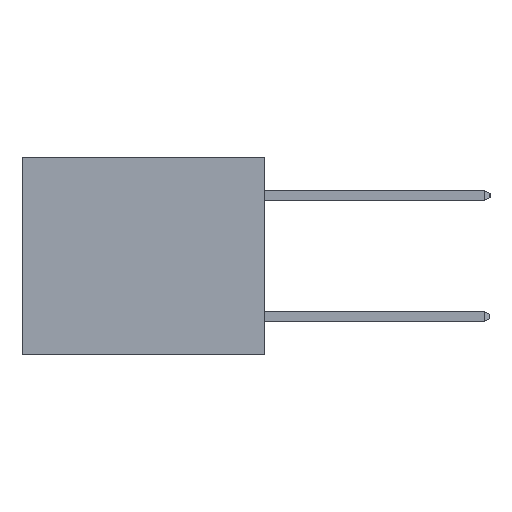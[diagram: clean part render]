
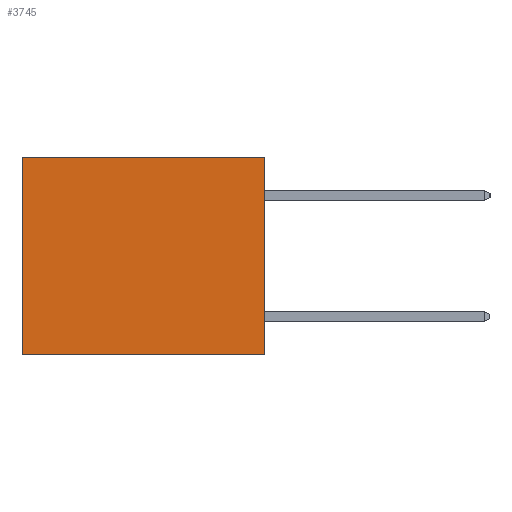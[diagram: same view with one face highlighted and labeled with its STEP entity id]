
A CAD part, left-side view. The second image highlights one B-rep face of the part: STEP entity #3745.
In plain terms, the highlighted planar face has unit normal (-1, 0, 0).
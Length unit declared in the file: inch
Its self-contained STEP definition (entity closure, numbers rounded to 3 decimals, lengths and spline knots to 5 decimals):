
#135 = VECTOR ( 'NONE', #17816, 39.37008 ) ;
#370 = VERTEX_POINT ( 'NONE', #16591 ) ;
#375 = VERTEX_POINT ( 'NONE', #2268 ) ;
#1026 = CARTESIAN_POINT ( 'NONE',  ( 0.3165, 0., -0.49 ) ) ;
#2101 = ORIENTED_EDGE ( 'NONE', *, *, #10638, .T. ) ;
#2268 = CARTESIAN_POINT ( 'NONE',  ( 0.3165, 0.6, -0.49 ) ) ;
#2579 = EDGE_CURVE ( 'NONE', #15565, #375, #5636, .T. ) ;
#3064 = VERTEX_POINT ( 'NONE', #6139 ) ;
#3259 = LINE ( 'NONE', #6608, #135 ) ;
#3745 = ADVANCED_FACE ( 'NONE', ( #6020 ), #15794, .F. ) ;
#4022 = DIRECTION ( 'NONE',  ( 0., 1., 0. ) ) ;
#4114 = VECTOR ( 'NONE', #7702, 39.37008 ) ;
#4707 = CARTESIAN_POINT ( 'NONE',  ( 0.3165, 0.6, -0.49 ) ) ;
#5493 = ORIENTED_EDGE ( 'NONE', *, *, #2579, .F. ) ;
#5636 = LINE ( 'NONE', #1026, #12783 ) ;
#5763 = CARTESIAN_POINT ( 'NONE',  ( 0.3165, 0., -0.49 ) ) ;
#6020 = FACE_OUTER_BOUND ( 'NONE', #9075, .T. ) ;
#6139 = CARTESIAN_POINT ( 'NONE',  ( 0.3165, 0., 0. ) ) ;
#6608 = CARTESIAN_POINT ( 'NONE',  ( 0.3165, 0., -0.49 ) ) ;
#7267 = CARTESIAN_POINT ( 'NONE',  ( 0.3165, 0., -0.49 ) ) ;
#7316 = VECTOR ( 'NONE', #11891, 39.37008 ) ;
#7702 = DIRECTION ( 'NONE',  ( 0., 1., 0. ) ) ;
#9075 = EDGE_LOOP ( 'NONE', ( #2101, #5493, #17155, #14680 ) ) ;
#9349 = CARTESIAN_POINT ( 'NONE',  ( 0.3165, 0., 0. ) ) ;
#10267 = EDGE_CURVE ( 'NONE', #3064, #15565, #3259, .T. ) ;
#10638 = EDGE_CURVE ( 'NONE', #370, #375, #15995, .T. ) ;
#11891 = DIRECTION ( 'NONE',  ( 0., 0., -1. ) ) ;
#11988 = EDGE_CURVE ( 'NONE', #3064, #370, #15326, .T. ) ;
#12783 = VECTOR ( 'NONE', #4022, 39.37008 ) ;
#12943 = AXIS2_PLACEMENT_3D ( 'NONE', #7267, #17066, #17250 ) ;
#14680 = ORIENTED_EDGE ( 'NONE', *, *, #11988, .T. ) ;
#15326 = LINE ( 'NONE', #9349, #4114 ) ;
#15565 = VERTEX_POINT ( 'NONE', #5763 ) ;
#15794 = PLANE ( 'NONE',  #12943 ) ;
#15995 = LINE ( 'NONE', #4707, #7316 ) ;
#16591 = CARTESIAN_POINT ( 'NONE',  ( 0.3165, 0.6, 0. ) ) ;
#17066 = DIRECTION ( 'NONE',  ( 1., 0., 0. ) ) ;
#17155 = ORIENTED_EDGE ( 'NONE', *, *, #10267, .F. ) ;
#17250 = DIRECTION ( 'NONE',  ( 0., 0., -1. ) ) ;
#17816 = DIRECTION ( 'NONE',  ( 0., 0., -1. ) ) ;
